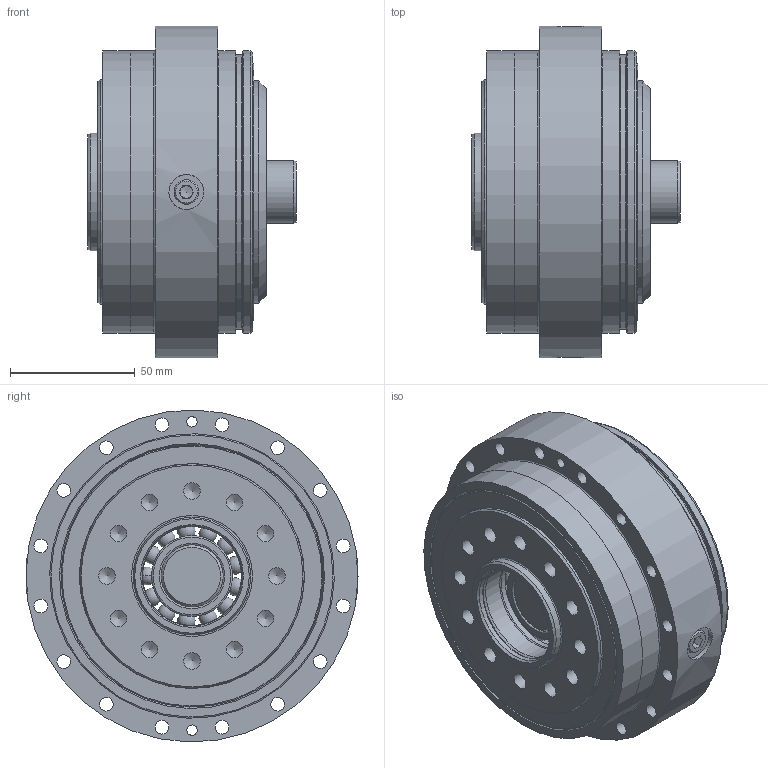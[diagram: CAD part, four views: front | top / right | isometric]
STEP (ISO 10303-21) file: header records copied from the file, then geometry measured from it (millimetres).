
FILE_DESCRIPTION(/* description */ (''),/* implementation_level */ '2;1');
FILE_NAME(/* name */ 'F4CF-DA15-59_X05102G.stp',/* time_stamp */ '2019-09-17T10:02:28+09:00',/* author */ ('ik43153556'),/* organization */ (''),/* preprocessor_version */ 'ST-DEVELOPER v17',/* originating_system */ 'Autodesk Inventor 2018',/* authorisation */ '');
FILE_SCHEMA (('AUTOMOTIVE_DESIGN { 1 0 10303 214 3 1 1 }'));
Length unit declared in the file: millimetre
Products named in the file (1): F4CF-DA15-59_X05102G
Bounding box: 83.5 x 133 x 132.97 mm (x, y, z)
Volume: 444841.5 mm3; surface area: 145793.1 mm2
Topology: 30 solids, 32 shells, 560 faces, 1686 edges, 1176 vertices
Faces by surface type: plane 177, cylinder 150, torus 126, sphere 58, cone 49
Full cylindrical faces by diameter (mm): 4.134 x2, 5.5 x16, 6 x6, 6.6 x6, 6.647 x12, 8.566 x2, 10 x6, 11 x6, 12.5 x6, 14 x2, 20 x1, 24.9 x1, 25 x5, 28 x4, 31 x3, 32.333 x4, 39.667 x4, 40 x2, 42 x1, 47 x5, 47.2 x1, 81.5 x2, 82.197 x2, 87 x1, 89 x1, 90 x3, 93.6 x1, 97.5 x1, 98.35 x1, 102 x1
Entity records: 22426 total; most frequent: CARTESIAN_POINT 5921, DIRECTION 3552, ORIENTED_EDGE 3194, AXIS2_PLACEMENT_3D 1627, EDGE_CURVE 1597, VERTEX_POINT 1272, CIRCLE 1066, EDGE_LOOP 777
